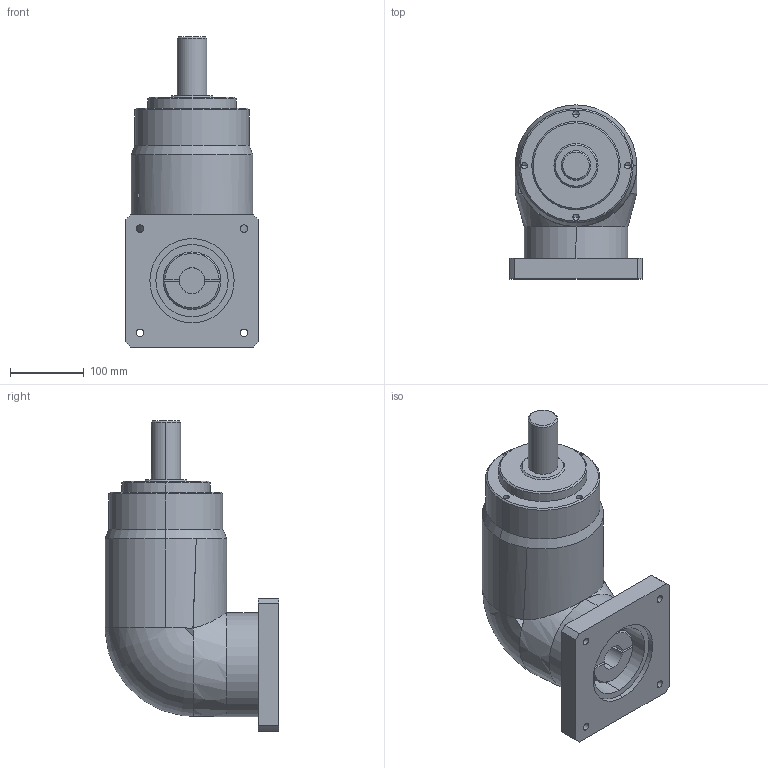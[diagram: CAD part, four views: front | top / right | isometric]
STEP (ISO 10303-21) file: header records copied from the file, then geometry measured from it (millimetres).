
FILE_DESCRIPTION (( 'STEP AP203' ), '1' );
FILE_NAME ('EVL155-L2-35-114.3-200.STEP', '2022-06-16T05:23:09', ( 'PC' ), ( 'Microsoft' ), 'SwSTEP 2.0', 'SolidWorks 2016', '' );
FILE_SCHEMA (( 'CONFIG_CONTROL_DESIGN' ));
Length unit declared in the file: millimetre
Products named in the file (1): EVL155-L2-35-114.3-200
Bounding box: 180 x 236 x 420.7 mm (x, y, z)
Volume: 7306046.8 mm3; surface area: 326884.9 mm2
Topology: 1 solids, 1 shells, 89 faces, 218 edges, 133 vertices
Faces by surface type: cylinder 41, plane 24, cone 21, bspline 2, torus 1
Entity records: 3013 total; most frequent: CARTESIAN_POINT 821, DIRECTION 472, ORIENTED_EDGE 414, EDGE_CURVE 207, AXIS2_PLACEMENT_3D 189, VERTEX_POINT 132, EDGE_LOOP 109, CIRCLE 101
